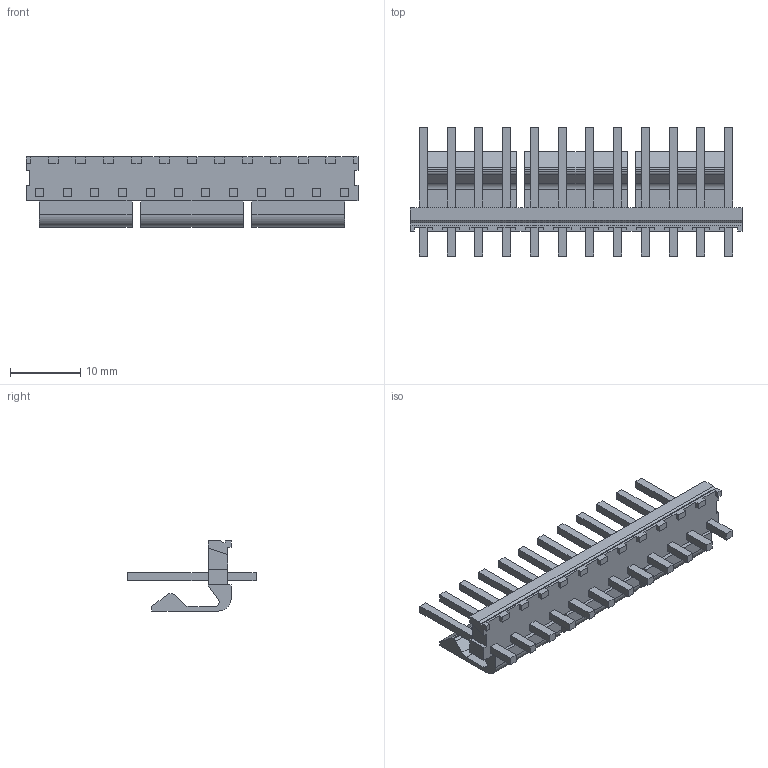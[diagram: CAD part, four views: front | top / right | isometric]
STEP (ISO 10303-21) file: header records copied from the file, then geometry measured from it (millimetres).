
FILE_DESCRIPTION((''),'2;1');
FILE_NAME('026604120','2009-06-04T',('gga'),(''),'PRO/ENGINEER BY PARAMETRIC TECHNOLOGY CORPORATION, 2003451','PRO/ENGINEER BY PARAMETRIC TECHNOLOGY CORPORATION, 2003451','');
FILE_SCHEMA(('CONFIG_CONTROL_DESIGN'));
Length unit declared in the file: inch
Products named in the file (1): 026604120
Bounding box: 47.4 x 18.29 x 10.01 mm (x, y, z)
Volume: 1844 mm3; surface area: 3006.7 mm2
Topology: 1 solids, 1 shells, 239 faces, 651 edges, 438 vertices
Faces by surface type: plane 224, cylinder 15
Entity records: 7448 total; most frequent: CARTESIAN_POINT 1306, ORIENTED_EDGE 1254, DIRECTION 1187, EDGE_CURVE 627, VECTOR 597, LINE 597, VERTEX_POINT 414, AXIS2_PLACEMENT_3D 295
